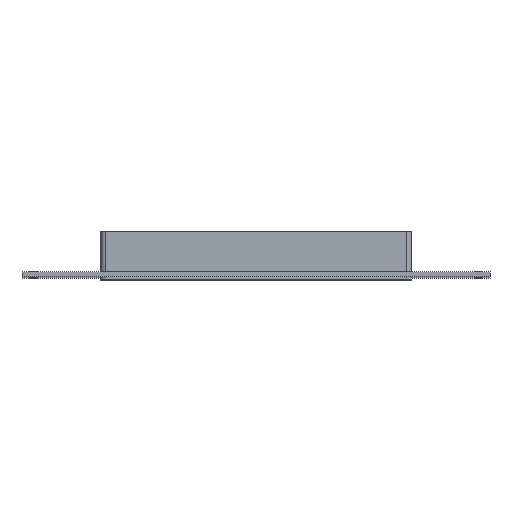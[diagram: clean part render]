
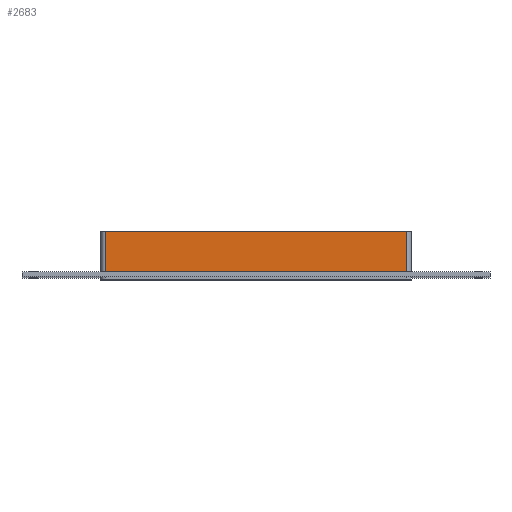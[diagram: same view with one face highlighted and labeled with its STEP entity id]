
A CAD part, top view. The second image highlights one B-rep face of the part: STEP entity #2683.
In plain terms, the highlighted planar face has unit normal (0, 0, 1).
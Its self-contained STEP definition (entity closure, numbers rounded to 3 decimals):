
#1157=CARTESIAN_POINT('',(-190.75,57.0,435.0));
#1158=VERTEX_POINT('',#1157);
#1166=CARTESIAN_POINT('',(190.75,57.0,435.0));
#1167=VERTEX_POINT('',#1166);
#1168=CARTESIAN_POINT('',(-190.75,57.0,435.0));
#1169=DIRECTION('',(1.0,0.0,0.0));
#1170=VECTOR('',#1169,381.5);
#1171=LINE('',#1168,#1170);
#1172=EDGE_CURVE('',#1158,#1167,#1171,.T.);
#2127=CARTESIAN_POINT('',(190.75,6.,435.0));
#2128=VERTEX_POINT('',#2127);
#2136=CARTESIAN_POINT('',(-190.75,6.,435.0));
#2137=VERTEX_POINT('',#2136);
#2138=CARTESIAN_POINT('',(-190.75,6.,435.0));
#2139=DIRECTION('',(1.0,0.0,0.0));
#2140=VECTOR('',#2139,381.5);
#2141=LINE('',#2138,#2140);
#2142=EDGE_CURVE('',#2137,#2128,#2141,.T.);
#2447=CARTESIAN_POINT('',(190.75,57.0,435.0));
#2448=DIRECTION('',(0.0,-1.0,0.0));
#2449=VECTOR('',#2448,51.0);
#2450=LINE('',#2447,#2449);
#2451=EDGE_CURVE('',#1167,#2128,#2450,.T.);
#2661=CARTESIAN_POINT('',(-190.75,6.,435.0));
#2662=DIRECTION('',(0.0,1.0,0.0));
#2663=VECTOR('',#2662,51.0);
#2664=LINE('',#2661,#2663);
#2665=EDGE_CURVE('',#2137,#1158,#2664,.T.);
#2672=CARTESIAN_POINT('',(-196.75,0.0,435.0));
#2673=DIRECTION('',(0.0,0.0,1.0));
#2674=DIRECTION('',(1.0,0.0,0.0));
#2675=AXIS2_PLACEMENT_3D('',#2672,#2673,#2674);
#2676=PLANE('',#2675);
#2677=ORIENTED_EDGE('',*,*,#2142,.T.);
#2678=ORIENTED_EDGE('',*,*,#2451,.F.);
#2679=ORIENTED_EDGE('',*,*,#1172,.F.);
#2680=ORIENTED_EDGE('',*,*,#2665,.F.);
#2681=EDGE_LOOP('',(#2677,#2678,#2679,#2680));
#2682=FACE_OUTER_BOUND('',#2681,.T.);
#2683=ADVANCED_FACE('',(#2682),#2676,.T.);
